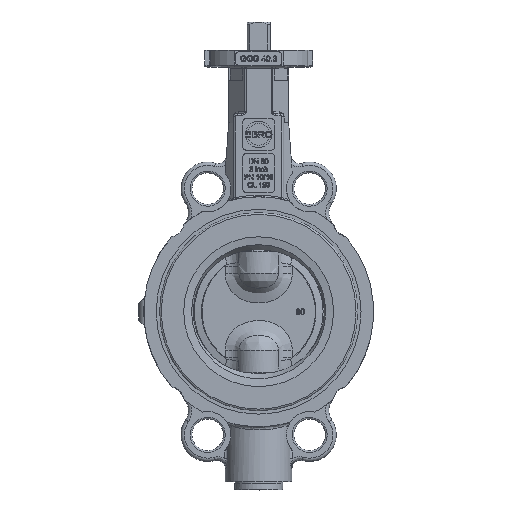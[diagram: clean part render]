
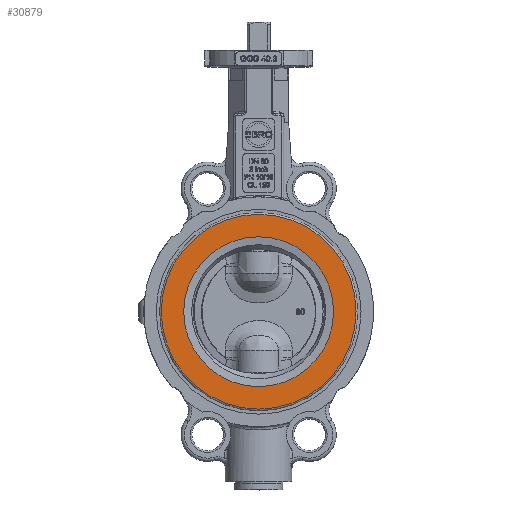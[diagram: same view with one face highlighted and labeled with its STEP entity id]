
A CAD part, top view. The second image highlights one B-rep face of the part: STEP entity #30879.
In plain terms, the highlighted planar face has unit normal (0, 0, 1).
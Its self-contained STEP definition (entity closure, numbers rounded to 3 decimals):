
#30848=CARTESIAN_POINT('',(-45.,2.5,23.));
#30849=VERTEX_POINT('',#30848);
#30850=CARTESIAN_POINT('',(0.,2.5,23.));
#30851=DIRECTION('',(0.0,0.0,1.0));
#30852=DIRECTION('',(-1.0,0.0,0.0));
#30853=AXIS2_PLACEMENT_3D('',#30850,#30851,#30852);
#30854=CIRCLE('',#30853,45.);
#30855=EDGE_CURVE('',#30849,#30849,#30854,.T.);
#30860=CARTESIAN_POINT('',(-52.25,2.5,23.));
#30861=DIRECTION('',(0.0,0.0,1.0));
#30862=DIRECTION('',(0.0,-1.0,0.0));
#30863=AXIS2_PLACEMENT_3D('',#30860,#30861,#30862);
#30864=PLANE('',#30863);
#30865=CARTESIAN_POINT('',(-58.5,2.5,23.0));
#30866=VERTEX_POINT('',#30865);
#30867=CARTESIAN_POINT('',(0.,2.5,23.));
#30868=DIRECTION('',(0.0,0.0,-1.0));
#30869=DIRECTION('',(1.0,0.0,0.0));
#30870=AXIS2_PLACEMENT_3D('',#30867,#30868,#30869);
#30871=CIRCLE('',#30870,58.5);
#30872=EDGE_CURVE('',#30866,#30866,#30871,.T.);
#30873=ORIENTED_EDGE('',*,*,#30872,.F.);
#30874=EDGE_LOOP('',(#30873));
#30875=FACE_OUTER_BOUND('',#30874,.T.);
#30876=ORIENTED_EDGE('',*,*,#30855,.F.);
#30877=EDGE_LOOP('',(#30876));
#30878=FACE_BOUND('',#30877,.T.);
#30879=ADVANCED_FACE('',(#30875,#30878),#30864,.T.);
